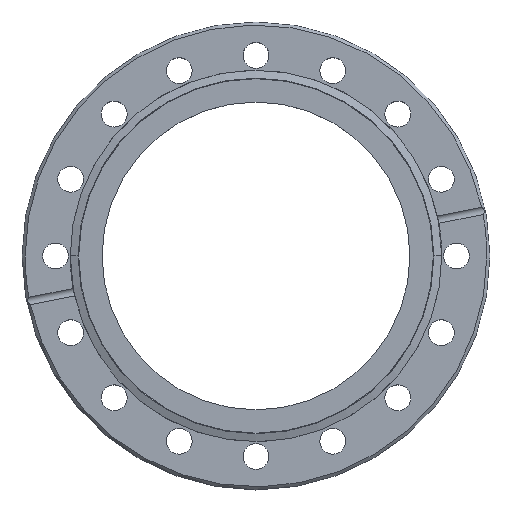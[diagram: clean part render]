
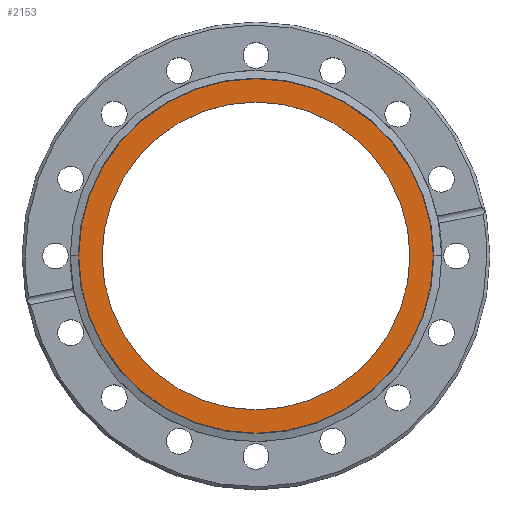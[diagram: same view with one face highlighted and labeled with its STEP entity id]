
A CAD part, top view. The second image highlights one B-rep face of the part: STEP entity #2153.
In plain terms, the highlighted planar face has unit normal (0, 0, 1).
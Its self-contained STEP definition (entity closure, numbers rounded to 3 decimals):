
#118 = CARTESIAN_POINT ( 'NONE',  ( 0., 0., -1.2 ) ) ;
#122 = CARTESIAN_POINT ( 'NONE',  ( -50., 0., -1.2 ) ) ;
#156 = CARTESIAN_POINT ( 'NONE',  ( 57.598, 0., -1.2 ) ) ;
#193 = EDGE_CURVE ( 'NONE', #3036, #637, #792, .T. ) ;
#335 = DIRECTION ( 'NONE',  ( 0., 0., -1. ) ) ;
#388 = DIRECTION ( 'NONE',  ( -1., 0., 0. ) ) ;
#637 = VERTEX_POINT ( 'NONE', #156 ) ;
#708 = CARTESIAN_POINT ( 'NONE',  ( 0., 0., -1.2 ) ) ;
#718 = ORIENTED_EDGE ( 'NONE', *, *, #193, .F. ) ;
#759 = AXIS2_PLACEMENT_3D ( 'NONE', #1486, #2834, #2027 ) ;
#792 = CIRCLE ( 'NONE', #759, 57.598 ) ;
#988 = DIRECTION ( 'NONE',  ( -1., 0., 0. ) ) ;
#1199 = CARTESIAN_POINT ( 'NONE',  ( 50., 0., -1.2 ) ) ;
#1237 = CARTESIAN_POINT ( 'NONE',  ( 57.598, 0., -1.2 ) ) ;
#1264 = AXIS2_PLACEMENT_3D ( 'NONE', #118, #2009, #388 ) ;
#1352 = ORIENTED_EDGE ( 'NONE', *, *, #1883, .T. ) ;
#1461 = AXIS2_PLACEMENT_3D ( 'NONE', #1957, #335, #2236 ) ;
#1486 = CARTESIAN_POINT ( 'NONE',  ( 0., 0., -1.2 ) ) ;
#1503 = DIRECTION ( 'NONE',  ( -1., 0., 0. ) ) ;
#1614 = CIRCLE ( 'NONE', #2900, 50. ) ;
#1663 = EDGE_CURVE ( 'NONE', #1751, #2118, #3419, .T. ) ;
#1745 = EDGE_CURVE ( 'NONE', #637, #3036, #2126, .T. ) ;
#1751 = VERTEX_POINT ( 'NONE', #1199 ) ;
#1883 = EDGE_CURVE ( 'NONE', #2118, #1751, #1614, .T. ) ;
#1957 = CARTESIAN_POINT ( 'NONE',  ( 0., 0., -1.2 ) ) ;
#2009 = DIRECTION ( 'NONE',  ( 0., 0., -1. ) ) ;
#2027 = DIRECTION ( 'NONE',  ( -1., 0., 0. ) ) ;
#2118 = VERTEX_POINT ( 'NONE', #122 ) ;
#2126 = CIRCLE ( 'NONE', #1264, 57.598 ) ;
#2127 = FACE_BOUND ( 'NONE', #3417, .T. ) ;
#2132 = ORIENTED_EDGE ( 'NONE', *, *, #1663, .T. ) ;
#2153 = ADVANCED_FACE ( 'NONE', ( #3467, #2127 ), #3365, .F. ) ;
#2236 = DIRECTION ( 'NONE',  ( -1., 0., 0. ) ) ;
#2412 = CARTESIAN_POINT ( 'NONE',  ( -57.598, 0., -1.2 ) ) ;
#2595 = EDGE_LOOP ( 'NONE', ( #3095, #718 ) ) ;
#2596 = DIRECTION ( 'NONE',  ( 0., 0., -1. ) ) ;
#2834 = DIRECTION ( 'NONE',  ( 0., 0., -1. ) ) ;
#2900 = AXIS2_PLACEMENT_3D ( 'NONE', #708, #2596, #988 ) ;
#3036 = VERTEX_POINT ( 'NONE', #2412 ) ;
#3095 = ORIENTED_EDGE ( 'NONE', *, *, #1745, .F. ) ;
#3117 = AXIS2_PLACEMENT_3D ( 'NONE', #1237, #3118, #1503 ) ;
#3118 = DIRECTION ( 'NONE',  ( 0., 0., -1. ) ) ;
#3365 = PLANE ( 'NONE',  #3117 ) ;
#3417 = EDGE_LOOP ( 'NONE', ( #1352, #2132 ) ) ;
#3419 = CIRCLE ( 'NONE', #1461, 50. ) ;
#3467 = FACE_OUTER_BOUND ( 'NONE', #2595, .T. ) ;
